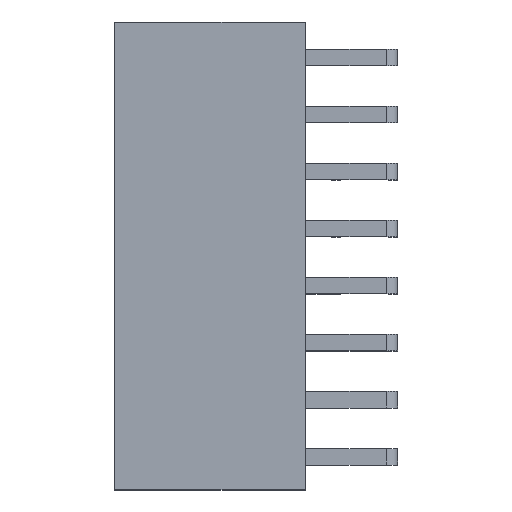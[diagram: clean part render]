
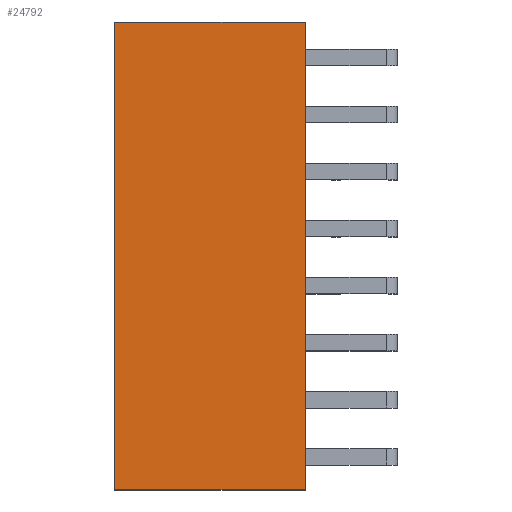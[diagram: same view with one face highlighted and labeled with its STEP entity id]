
A CAD part, top view. The second image highlights one B-rep face of the part: STEP entity #24792.
In plain terms, the highlighted face is planar.
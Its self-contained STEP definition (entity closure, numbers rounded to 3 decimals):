
#2624=ORIENTED_EDGE('',*,*,#7216,.T.);
#2625=ORIENTED_EDGE('',*,*,#7217,.T.);
#2626=ORIENTED_EDGE('',*,*,#7218,.T.);
#2627=ORIENTED_EDGE('',*,*,#7219,.T.);
#7216=EDGE_CURVE('',#9368,#9369,#11240,.T.);
#7217=EDGE_CURVE('',#9369,#9370,#11241,.T.);
#7218=EDGE_CURVE('',#9370,#9371,#11242,.T.);
#7219=EDGE_CURVE('',#9371,#9368,#11243,.T.);
#9368=VERTEX_POINT('',#34791);
#9369=VERTEX_POINT('',#34792);
#9370=VERTEX_POINT('',#34794);
#9371=VERTEX_POINT('',#34796);
#11240=LINE('',#34790,#13488);
#11241=LINE('',#34793,#13489);
#11242=LINE('',#34795,#13490);
#11243=LINE('',#34797,#13491);
#13488=VECTOR('',#29058,1000.);
#13489=VECTOR('',#29059,1000.);
#13490=VECTOR('',#29060,1000.);
#13491=VECTOR('',#29061,1000.);
#14642=EDGE_LOOP('',(#2624,#2625,#2626,#2627));
#15692=FACE_BOUND('',#14642,.T.);
#16742=PLANE('',#25881);
#24792=ADVANCED_FACE('',(#15692),#16742,.T.);
#25881=AXIS2_PLACEMENT_3D('',#34789,#29056,#29057);
#29056=DIRECTION('',(0.,1.,0.));
#29057=DIRECTION('',(0.,0.,1.));
#29058=DIRECTION('',(0.,0.,1.));
#29059=DIRECTION('',(1.,0.,0.));
#29060=DIRECTION('',(0.,0.,-1.));
#29061=DIRECTION('',(-1.,0.,0.));
#34789=CARTESIAN_POINT('',(0.,2.5,0.));
#34790=CARTESIAN_POINT('',(-10.41,2.5,-4.25));
#34791=CARTESIAN_POINT('',(-10.41,2.5,-4.25));
#34792=CARTESIAN_POINT('',(-10.41,2.5,4.25));
#34793=CARTESIAN_POINT('',(-10.41,2.5,4.25));
#34794=CARTESIAN_POINT('',(10.41,2.5,4.25));
#34795=CARTESIAN_POINT('',(10.41,2.5,4.25));
#34796=CARTESIAN_POINT('',(10.41,2.5,-4.25));
#34797=CARTESIAN_POINT('',(10.41,2.5,-4.25));
